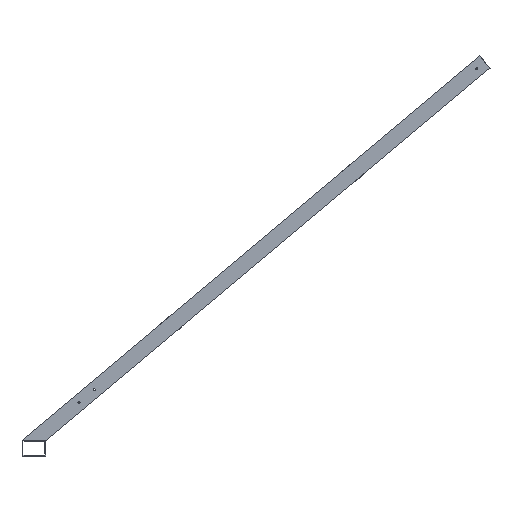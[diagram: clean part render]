
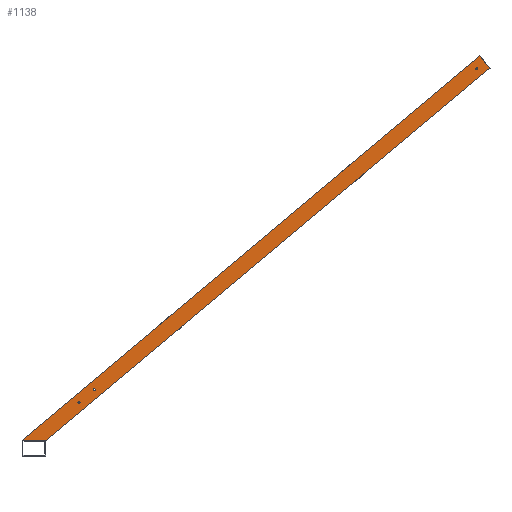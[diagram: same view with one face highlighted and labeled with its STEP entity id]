
A CAD part, left-side view. The second image highlights one B-rep face of the part: STEP entity #1138.
In plain terms, the highlighted face is planar.
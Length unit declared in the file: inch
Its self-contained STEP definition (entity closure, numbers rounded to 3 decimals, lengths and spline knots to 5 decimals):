
#95=LINE('',#1824,#219);
#103=LINE('',#1841,#227);
#111=LINE('',#1856,#235);
#113=LINE('',#1859,#237);
#219=VECTOR('',#1515,39.37008);
#227=VECTOR('',#1525,39.37008);
#235=VECTOR('',#1535,39.37008);
#237=VECTOR('',#1539,39.37008);
#320=PLANE('',#1330);
#362=FACE_BOUND('',#486,.T.);
#363=FACE_BOUND('',#487,.T.);
#364=FACE_BOUND('',#488,.T.);
#406=FACE_OUTER_BOUND('',#485,.T.);
#485=EDGE_LOOP('',(#944,#945,#946,#947));
#486=EDGE_LOOP('',(#948));
#487=EDGE_LOOP('',(#949));
#488=EDGE_LOOP('',(#950));
#528=CIRCLE('',#1312,0.133);
#532=CIRCLE('',#1318,0.133);
#535=CIRCLE('',#1323,0.1325);
#584=VERTEX_POINT('',#1799);
#588=VERTEX_POINT('',#1809);
#591=VERTEX_POINT('',#1817);
#593=VERTEX_POINT('',#1822);
#594=VERTEX_POINT('',#1823);
#601=VERTEX_POINT('',#1839);
#602=VERTEX_POINT('',#1840);
#704=EDGE_CURVE('',#584,#584,#528,.T.);
#708=EDGE_CURVE('',#588,#588,#532,.T.);
#711=EDGE_CURVE('',#591,#591,#535,.T.);
#713=EDGE_CURVE('',#593,#594,#95,.T.);
#721=EDGE_CURVE('',#601,#602,#103,.T.);
#729=EDGE_CURVE('',#594,#601,#111,.T.);
#731=EDGE_CURVE('',#602,#593,#113,.T.);
#944=ORIENTED_EDGE('',*,*,#729,.T.);
#945=ORIENTED_EDGE('',*,*,#721,.T.);
#946=ORIENTED_EDGE('',*,*,#731,.T.);
#947=ORIENTED_EDGE('',*,*,#713,.T.);
#948=ORIENTED_EDGE('',*,*,#704,.F.);
#949=ORIENTED_EDGE('',*,*,#708,.F.);
#950=ORIENTED_EDGE('',*,*,#711,.T.);
#1138=ADVANCED_FACE('',(#406,#362,#363,#364),#320,.T.);
#1312=AXIS2_PLACEMENT_3D('',#1800,#1487,#1488);
#1318=AXIS2_PLACEMENT_3D('',#1810,#1499,#1500);
#1323=AXIS2_PLACEMENT_3D('',#1818,#1509,#1510);
#1330=AXIS2_PLACEMENT_3D('',#1862,#1543,#1544);
#1487=DIRECTION('center_axis',(0.,-1.,0.));
#1488=DIRECTION('ref_axis',(0.,0.,-1.));
#1499=DIRECTION('center_axis',(0.,-1.,0.));
#1500=DIRECTION('ref_axis',(0.,0.,-1.));
#1509=DIRECTION('center_axis',(0.,1.,0.));
#1510=DIRECTION('ref_axis',(0.,0.,-1.));
#1515=DIRECTION('',(-0.643,0.,0.766));
#1525=DIRECTION('',(1.,0.,0.));
#1535=DIRECTION('',(-0.766,0.,-0.643));
#1539=DIRECTION('',(0.766,0.,0.643));
#1543=DIRECTION('center_axis',(0.,-1.,0.));
#1544=DIRECTION('ref_axis',(1.,0.,0.));
#1799=CARTESIAN_POINT('',(5.54272,-8.5,5.56465));
#1800=CARTESIAN_POINT('Origin',(5.54272,-8.5,5.69765));
#1809=CARTESIAN_POINT('',(7.45783,-8.5,7.17162));
#1810=CARTESIAN_POINT('Origin',(7.45783,-8.5,7.30462));
#1817=CARTESIAN_POINT('',(55.48467,-8.5,47.73643));
#1818=CARTESIAN_POINT('Origin',(55.48467,-8.5,47.60393));
#1822=CARTESIAN_POINT('',(57.12746,-8.5,47.67698));
#1823=CARTESIAN_POINT('',(55.84189,-8.5,49.20907));
#1824=CARTESIAN_POINT('',(56.27809,-8.5,48.68923));
#1839=CARTESIAN_POINT('',(-1.61145,-8.5,1.));
#1840=CARTESIAN_POINT('',(1.5,-8.5,1.));
#1841=CARTESIAN_POINT('',(-1.00437,-8.5,1.));
#1856=CARTESIAN_POINT('',(10.94933,-8.5,11.53974));
#1859=CARTESIAN_POINT('',(14.19638,-8.5,11.65353));
#1862=CARTESIAN_POINT('Origin',(27.75801,-8.5,24.10454));
